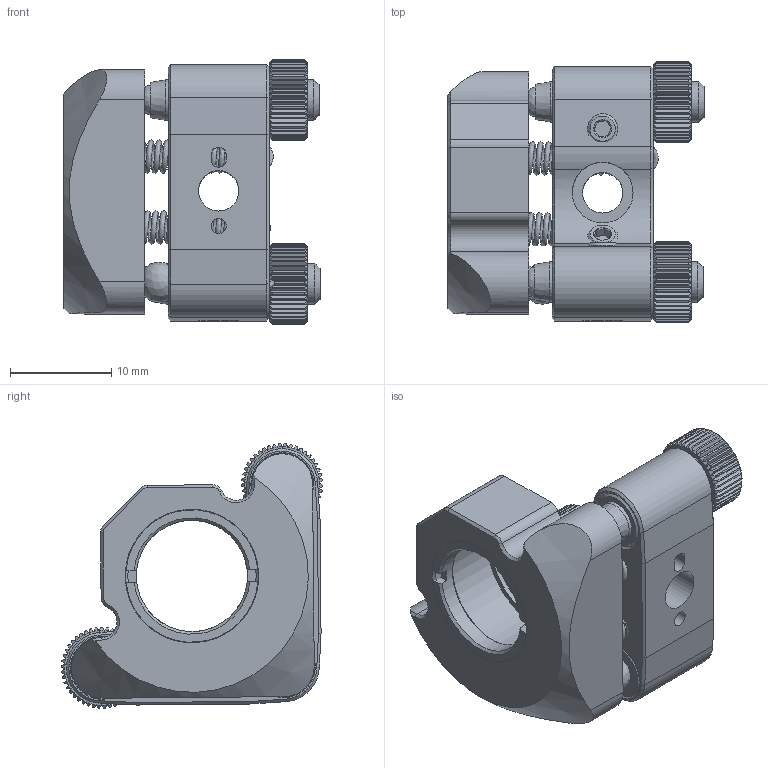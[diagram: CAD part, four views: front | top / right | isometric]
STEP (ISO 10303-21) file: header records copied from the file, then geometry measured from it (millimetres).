
FILE_DESCRIPTION (( 'STEP AP203' ), '1' );
FILE_NAME ('520000.STEP', '2022-09-29T05:34:55', ( '' ), ( '' ), 'SwSTEP 2.0', 'SolidWorks 2020', '' );
FILE_SCHEMA (( 'CONFIG_CONTROL_DESIGN' ));
Length unit declared in the file: millimetre
Products named in the file (1): 520000
Bounding box: 25.3 x 25.83 x 26.16 mm (x, y, z)
Volume: 5323.1 mm3; surface area: 7728.7 mm2
Topology: 26 solids, 26 shells, 799 faces, 2166 edges, 1426 vertices
Faces by surface type: plane 345, cone 264, cylinder 175, bspline 15
Full cylindrical faces by diameter (mm): 1.5 x7, 2.5 x3, 2.8 x4, 2.99 x2, 3 x3, 3.2 x4, 3.75 x2, 4 x6, 4.5 x3, 4.6 x1, 5 x1, 5.5 x6, 5.8 x6, 6 x2, 11 x1, 11.6 x1, 12.7 x1, 13.59 x1
Entity records: 35075 total; most frequent: CARTESIAN_POINT 16162, ORIENTED_EDGE 3926, DIRECTION 3715, EDGE_CURVE 1963, AXIS2_PLACEMENT_3D 1406, VERTEX_POINT 1353, EDGE_LOOP 988, LINE 903
